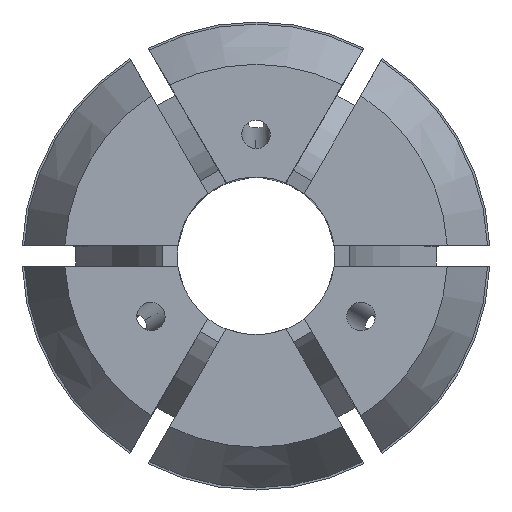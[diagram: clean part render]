
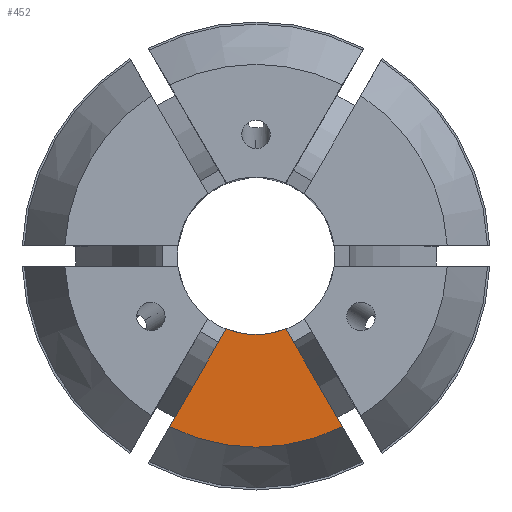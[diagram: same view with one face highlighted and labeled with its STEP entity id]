
A CAD part, top view. The second image highlights one B-rep face of the part: STEP entity #452.
In plain terms, the highlighted planar face has unit normal (0, 0, 1).
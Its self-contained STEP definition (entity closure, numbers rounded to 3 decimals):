
#26 = CARTESIAN_POINT ( 'NONE',  ( 6.495, 9.75, 40. ) ) ;
#52 = CARTESIAN_POINT ( 'NONE',  ( 2.103, -5.143, 40. ) ) ;
#102 = ORIENTED_EDGE ( 'NONE', *, *, #1993, .F. ) ;
#196 = LINE ( 'NONE', #1009, #3927 ) ;
#452 = ADVANCED_FACE ( 'NONE', ( #3554 ), #2501, .T. ) ;
#608 = DIRECTION ( 'NONE',  ( 0., 0., 1. ) ) ;
#721 = VERTEX_POINT ( 'NONE', #1523 ) ;
#739 = EDGE_CURVE ( 'NONE', #3726, #2046, #196, .T. ) ;
#748 = AXIS2_PLACEMENT_3D ( 'NONE', #1563, #608, #3107 ) ;
#925 = CIRCLE ( 'NONE', #1223, 5.556 ) ;
#1009 = CARTESIAN_POINT ( 'NONE',  ( -6.495, 9.75, 40. ) ) ;
#1146 = ORIENTED_EDGE ( 'NONE', *, *, #1228, .F. ) ;
#1223 = AXIS2_PLACEMENT_3D ( 'NONE', #1608, #1387, #3572 ) ;
#1228 = EDGE_CURVE ( 'NONE', #721, #3726, #925, .T. ) ;
#1369 = LINE ( 'NONE', #26, #3183 ) ;
#1387 = DIRECTION ( 'NONE',  ( 0., 0., 1. ) ) ;
#1477 = CARTESIAN_POINT ( 'NONE',  ( 0., 0., 40. ) ) ;
#1523 = CARTESIAN_POINT ( 'NONE',  ( -2.103, -5.143, 40. ) ) ;
#1563 = CARTESIAN_POINT ( 'NONE',  ( 0., 13.499, 40. ) ) ;
#1572 = VERTEX_POINT ( 'NONE', #2235 ) ;
#1608 = CARTESIAN_POINT ( 'NONE',  ( 0., 0., 40. ) ) ;
#1901 = DIRECTION ( 'NONE',  ( -0.5, -0.866, 0. ) ) ;
#1993 = EDGE_CURVE ( 'NONE', #2046, #1572, #3949, .T. ) ;
#2046 = VERTEX_POINT ( 'NONE', #3062 ) ;
#2143 = DIRECTION ( 'NONE',  ( -1., 0., 0. ) ) ;
#2213 = AXIS2_PLACEMENT_3D ( 'NONE', #1477, #2741, #2143 ) ;
#2235 = CARTESIAN_POINT ( 'NONE',  ( -6.09, -12.048, 40. ) ) ;
#2501 = PLANE ( 'NONE',  #748 ) ;
#2741 = DIRECTION ( 'NONE',  ( 0., 0., -1. ) ) ;
#3062 = CARTESIAN_POINT ( 'NONE',  ( 6.09, -12.048, 40. ) ) ;
#3107 = DIRECTION ( 'NONE',  ( 1., 0., 0. ) ) ;
#3126 = EDGE_LOOP ( 'NONE', ( #1146, #3411, #102, #3761 ) ) ;
#3183 = VECTOR ( 'NONE', #1901, 1000. ) ;
#3411 = ORIENTED_EDGE ( 'NONE', *, *, #3738, .T. ) ;
#3554 = FACE_OUTER_BOUND ( 'NONE', #3126, .T. ) ;
#3572 = DIRECTION ( 'NONE',  ( 1., 0., 0. ) ) ;
#3726 = VERTEX_POINT ( 'NONE', #52 ) ;
#3738 = EDGE_CURVE ( 'NONE', #721, #1572, #1369, .T. ) ;
#3761 = ORIENTED_EDGE ( 'NONE', *, *, #739, .F. ) ;
#3803 = DIRECTION ( 'NONE',  ( 0.5, -0.866, 0. ) ) ;
#3927 = VECTOR ( 'NONE', #3803, 1000. ) ;
#3949 = CIRCLE ( 'NONE', #2213, 13.499 ) ;
